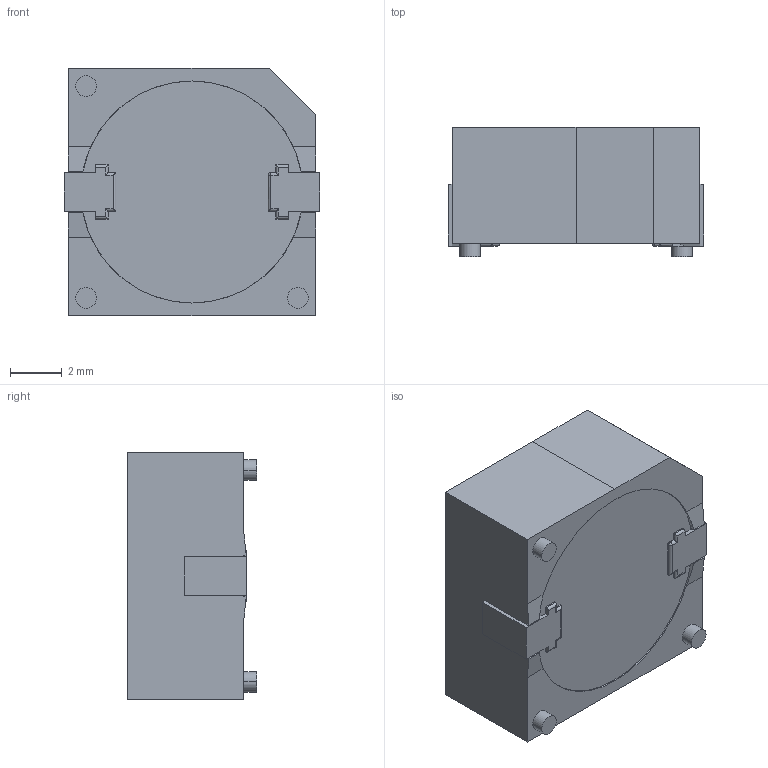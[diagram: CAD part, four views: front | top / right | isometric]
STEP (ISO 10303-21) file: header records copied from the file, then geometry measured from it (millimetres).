
FILE_DESCRIPTION((''),'2;1');
FILE_NAME('KTG0912CL','2012-07-03T',('andrew'),(''),'PRO/ENGINEER BY PARAMETRIC TECHNOLOGY CORPORATION, 2008020','PRO/ENGINEER BY PARAMETRIC TECHNOLOGY CORPORATION, 2008020','');
FILE_SCHEMA(('CONFIG_CONTROL_DESIGN'));
Length unit declared in the file: millimetre
Products named in the file (1): KTG0912CL
Bounding box: 9.9 x 5 x 9.6 mm (x, y, z)
Volume: 401 mm3; surface area: 371.4 mm2
Topology: 1 solids, 1 shells, 81 faces, 211 edges, 136 vertices
Faces by surface type: plane 55, cylinder 25, sphere 1
Entity records: 2532 total; most frequent: CARTESIAN_POINT 507, ORIENTED_EDGE 422, DIRECTION 390, EDGE_CURVE 211, VECTOR 164, LINE 164, VERTEX_POINT 136, AXIS2_PLACEMENT_3D 113
